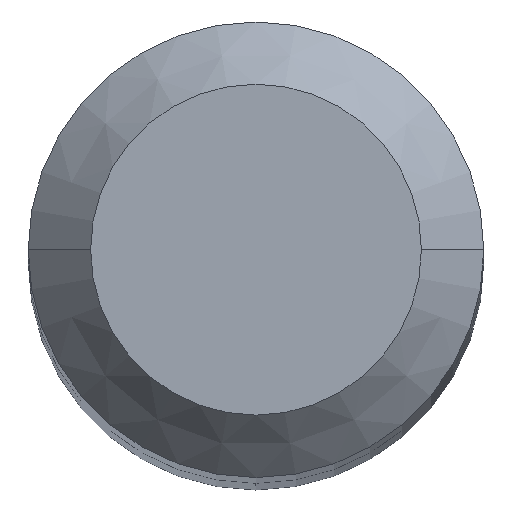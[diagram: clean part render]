
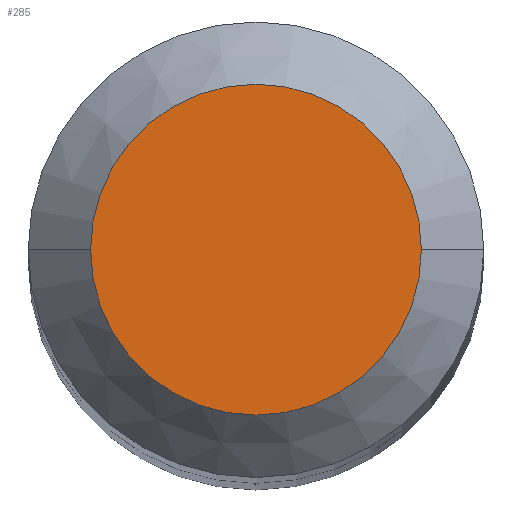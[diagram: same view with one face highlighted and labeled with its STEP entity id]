
A CAD part, top view. The second image highlights one B-rep face of the part: STEP entity #285.
In plain terms, the highlighted planar face has unit normal (0, 0, 1).
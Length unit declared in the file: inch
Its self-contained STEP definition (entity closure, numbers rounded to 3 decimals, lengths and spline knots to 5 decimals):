
#4 = CARTESIAN_POINT ( 'NONE',  ( 0.0829, 0., 0. ) ) ;
#8 = FACE_OUTER_BOUND ( 'NONE', #284, .T. ) ;
#25 = VERTEX_POINT ( 'NONE', #156 ) ;
#36 = DIRECTION ( 'NONE',  ( -1., 0., 0. ) ) ;
#110 = VERTEX_POINT ( 'NONE', #4 ) ;
#116 = CARTESIAN_POINT ( 'NONE',  ( 0., 0., 0. ) ) ;
#122 = AXIS2_PLACEMENT_3D ( 'NONE', #260, #287, #318 ) ;
#156 = CARTESIAN_POINT ( 'NONE',  ( -0.0829, 0., 0. ) ) ;
#167 = CARTESIAN_POINT ( 'NONE',  ( 0., 0., 0. ) ) ;
#168 = DIRECTION ( 'NONE',  ( 0., 0., 1. ) ) ;
#193 = AXIS2_PLACEMENT_3D ( 'NONE', #167, #351, #36 ) ;
#220 = AXIS2_PLACEMENT_3D ( 'NONE', #116, #168, #358 ) ;
#258 = PLANE ( 'NONE',  #193 ) ;
#260 = CARTESIAN_POINT ( 'NONE',  ( 0., 0., 0. ) ) ;
#284 = EDGE_LOOP ( 'NONE', ( #327, #359 ) ) ;
#285 = ADVANCED_FACE ( 'NONE', ( #8 ), #258, .F. ) ;
#287 = DIRECTION ( 'NONE',  ( 0., 0., 1. ) ) ;
#297 = EDGE_CURVE ( 'NONE', #110, #25, #350, .T. ) ;
#310 = CIRCLE ( 'NONE', #220, 0.0829 ) ;
#318 = DIRECTION ( 'NONE',  ( 1., 0., 0. ) ) ;
#327 = ORIENTED_EDGE ( 'NONE', *, *, #376, .T. ) ;
#350 = CIRCLE ( 'NONE', #122, 0.0829 ) ;
#351 = DIRECTION ( 'NONE',  ( 0., 0., -1. ) ) ;
#358 = DIRECTION ( 'NONE',  ( 1., 0., 0. ) ) ;
#359 = ORIENTED_EDGE ( 'NONE', *, *, #297, .T. ) ;
#376 = EDGE_CURVE ( 'NONE', #25, #110, #310, .T. ) ;
